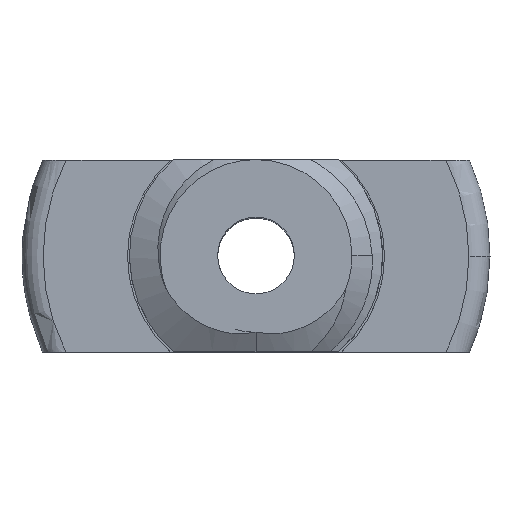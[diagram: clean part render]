
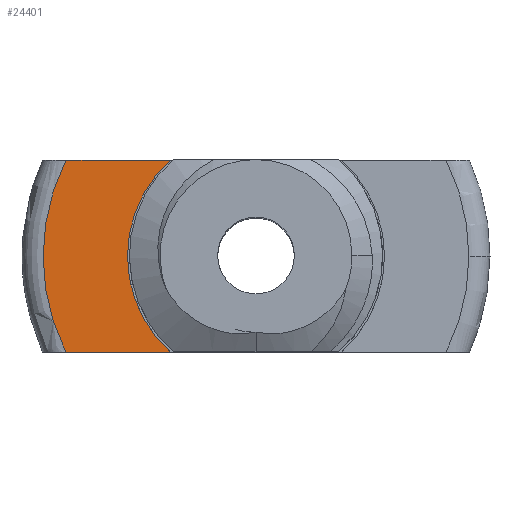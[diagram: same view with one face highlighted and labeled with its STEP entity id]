
A CAD part, top view. The second image highlights one B-rep face of the part: STEP entity #24401.
In plain terms, the highlighted planar face has unit normal (0, 0, 1).
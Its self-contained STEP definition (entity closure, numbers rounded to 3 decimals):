
#5900 = PLANE('',#5901);
#5901 = AXIS2_PLACEMENT_3D('',#5902,#5903,#5904);
#5902 = CARTESIAN_POINT('',(12.5,-2.5,34.087));
#5903 = DIRECTION('',(0.,1.,0.));
#5904 = DIRECTION('',(-1.,0.,0.));
#6689 = PLANE('',#6690);
#6690 = AXIS2_PLACEMENT_3D('',#6691,#6692,#6693);
#6691 = CARTESIAN_POINT('',(-12.5,2.5,34.087));
#6692 = DIRECTION('',(0.,-1.,0.));
#6693 = DIRECTION('',(1.,0.,0.));
#9109 = VERTEX_POINT('',#9110);
#9110 = CARTESIAN_POINT('',(-4.955,-2.5,0.));
#9162 = TOROIDAL_SURFACE('',#9163,5.55,0.55);
#9163 = AXIS2_PLACEMENT_3D('',#9164,#9165,#9166);
#9164 = CARTESIAN_POINT('',(0.,0.,-0.55)
  );
#9165 = DIRECTION('',(0.,0.,1.));
#9166 = DIRECTION('',(1.,0.,0.));
#9193 = EDGE_CURVE('',#9194,#9109,#9196,.T.);
#9194 = VERTEX_POINT('',#9195);
#9195 = CARTESIAN_POINT('',(-2.23,-2.5,0.));
#9196 = SURFACE_CURVE('',#9197,(#9201,#9208),.PCURVE_S1.);
#9197 = LINE('',#9198,#9199);
#9198 = CARTESIAN_POINT('',(6.25,-2.5,0.));
#9199 = VECTOR('',#9200,1.);
#9200 = DIRECTION('',(-1.,0.,0.));
#9201 = PCURVE('',#5900,#9202);
#9202 = DEFINITIONAL_REPRESENTATION('',(#9203),#9207);
#9203 = LINE('',#9204,#9205);
#9204 = CARTESIAN_POINT('',(6.25,-34.087));
#9205 = VECTOR('',#9206,1.);
#9206 = DIRECTION('',(1.,0.));
#9207 = ( GEOMETRIC_REPRESENTATION_CONTEXT(2) 
PARAMETRIC_REPRESENTATION_CONTEXT() REPRESENTATION_CONTEXT('2D SPACE',''
  ) );
#9208 = PCURVE('',#9209,#9214);
#9209 = PLANE('',#9210);
#9210 = AXIS2_PLACEMENT_3D('',#9211,#9212,#9213);
#9211 = CARTESIAN_POINT('',(0.,0.,
    0.));
#9212 = DIRECTION('',(0.,0.,-1.));
#9213 = DIRECTION('',(1.,0.,0.));
#9214 = DEFINITIONAL_REPRESENTATION('',(#9215),#9219);
#9215 = LINE('',#9216,#9217);
#9216 = CARTESIAN_POINT('',(6.25,2.5));
#9217 = VECTOR('',#9218,1.);
#9218 = DIRECTION('',(-1.,0.));
#9219 = ( GEOMETRIC_REPRESENTATION_CONTEXT(2) 
PARAMETRIC_REPRESENTATION_CONTEXT() REPRESENTATION_CONTEXT('2D SPACE',''
  ) );
#9235 = CYLINDRICAL_SURFACE('',#9236,3.35);
#9236 = AXIS2_PLACEMENT_3D('',#9237,#9238,#9239);
#9237 = CARTESIAN_POINT('',(0.,0.,1.8)
  );
#9238 = DIRECTION('',(0.,0.,-1.));
#9239 = DIRECTION('',(1.,0.,0.));
#22510 = VERTEX_POINT('',#22511);
#22511 = CARTESIAN_POINT('',(-2.23,2.5,0.));
#22532 = EDGE_CURVE('',#22533,#22510,#22535,.T.);
#22533 = VERTEX_POINT('',#22534);
#22534 = CARTESIAN_POINT('',(-4.955,2.5,0.));
#22535 = SURFACE_CURVE('',#22536,(#22540,#22547),.PCURVE_S1.);
#22536 = LINE('',#22537,#22538);
#22537 = CARTESIAN_POINT('',(-6.25,2.5,0.));
#22538 = VECTOR('',#22539,1.);
#22539 = DIRECTION('',(1.,0.,0.));
#22540 = PCURVE('',#6689,#22541);
#22541 = DEFINITIONAL_REPRESENTATION('',(#22542),#22546);
#22542 = LINE('',#22543,#22544);
#22543 = CARTESIAN_POINT('',(6.25,-34.087));
#22544 = VECTOR('',#22545,1.);
#22545 = DIRECTION('',(1.,0.));
#22546 = ( GEOMETRIC_REPRESENTATION_CONTEXT(2) 
PARAMETRIC_REPRESENTATION_CONTEXT() REPRESENTATION_CONTEXT('2D SPACE',''
  ) );
#22547 = PCURVE('',#9209,#22548);
#22548 = DEFINITIONAL_REPRESENTATION('',(#22549),#22553);
#22549 = LINE('',#22550,#22551);
#22550 = CARTESIAN_POINT('',(-6.25,-2.5));
#22551 = VECTOR('',#22552,1.);
#22552 = DIRECTION('',(1.,0.));
#22553 = ( GEOMETRIC_REPRESENTATION_CONTEXT(2) 
PARAMETRIC_REPRESENTATION_CONTEXT() REPRESENTATION_CONTEXT('2D SPACE',''
  ) );
#24135 = EDGE_CURVE('',#9194,#22510,#24136,.T.);
#24136 = SURFACE_CURVE('',#24137,(#24142,#24149),.PCURVE_S1.);
#24137 = CIRCLE('',#24138,3.35);
#24138 = AXIS2_PLACEMENT_3D('',#24139,#24140,#24141);
#24139 = CARTESIAN_POINT('',(0.,0.,
    0.));
#24140 = DIRECTION('',(0.,0.,-1.));
#24141 = DIRECTION('',(1.,0.,0.));
#24142 = PCURVE('',#9235,#24143);
#24143 = DEFINITIONAL_REPRESENTATION('',(#24144),#24148);
#24144 = LINE('',#24145,#24146);
#24145 = CARTESIAN_POINT('',(0.,1.8));
#24146 = VECTOR('',#24147,1.);
#24147 = DIRECTION('',(1.,0.));
#24148 = ( GEOMETRIC_REPRESENTATION_CONTEXT(2) 
PARAMETRIC_REPRESENTATION_CONTEXT() REPRESENTATION_CONTEXT('2D SPACE',''
  ) );
#24149 = PCURVE('',#9209,#24150);
#24150 = DEFINITIONAL_REPRESENTATION('',(#24151),#24155);
#24151 = CIRCLE('',#24152,3.35);
#24152 = AXIS2_PLACEMENT_2D('',#24153,#24154);
#24153 = CARTESIAN_POINT('',(0.,0.));
#24154 = DIRECTION('',(1.,0.));
#24155 = ( GEOMETRIC_REPRESENTATION_CONTEXT(2) 
PARAMETRIC_REPRESENTATION_CONTEXT() REPRESENTATION_CONTEXT('2D SPACE',''
  ) );
#24401 = ADVANCED_FACE('',(#24402),#9209,.F.);
#24402 = FACE_BOUND('',#24403,.T.);
#24403 = EDGE_LOOP('',(#24404,#24405,#24406,#24407));
#24404 = ORIENTED_EDGE('',*,*,#9193,.F.);
#24405 = ORIENTED_EDGE('',*,*,#24135,.T.);
#24406 = ORIENTED_EDGE('',*,*,#22532,.F.);
#24407 = ORIENTED_EDGE('',*,*,#24408,.F.);
#24408 = EDGE_CURVE('',#9109,#22533,#24409,.T.);
#24409 = SURFACE_CURVE('',#24410,(#24415,#24422),.PCURVE_S1.);
#24410 = CIRCLE('',#24411,5.55);
#24411 = AXIS2_PLACEMENT_3D('',#24412,#24413,#24414);
#24412 = CARTESIAN_POINT('',(0.,0.,
    0.));
#24413 = DIRECTION('',(0.,0.,-1.));
#24414 = DIRECTION('',(1.,0.,0.));
#24415 = PCURVE('',#9209,#24416);
#24416 = DEFINITIONAL_REPRESENTATION('',(#24417),#24421);
#24417 = CIRCLE('',#24418,5.55);
#24418 = AXIS2_PLACEMENT_2D('',#24419,#24420);
#24419 = CARTESIAN_POINT('',(0.,0.));
#24420 = DIRECTION('',(1.,0.));
#24421 = ( GEOMETRIC_REPRESENTATION_CONTEXT(2) 
PARAMETRIC_REPRESENTATION_CONTEXT() REPRESENTATION_CONTEXT('2D SPACE',''
  ) );
#24422 = PCURVE('',#9162,#24423);
#24423 = DEFINITIONAL_REPRESENTATION('',(#24424),#24428);
#24424 = LINE('',#24425,#24426);
#24425 = CARTESIAN_POINT('',(0.,7.854));
#24426 = VECTOR('',#24427,1.);
#24427 = DIRECTION('',(-1.,0.));
#24428 = ( GEOMETRIC_REPRESENTATION_CONTEXT(2) 
PARAMETRIC_REPRESENTATION_CONTEXT() REPRESENTATION_CONTEXT('2D SPACE',''
  ) );
